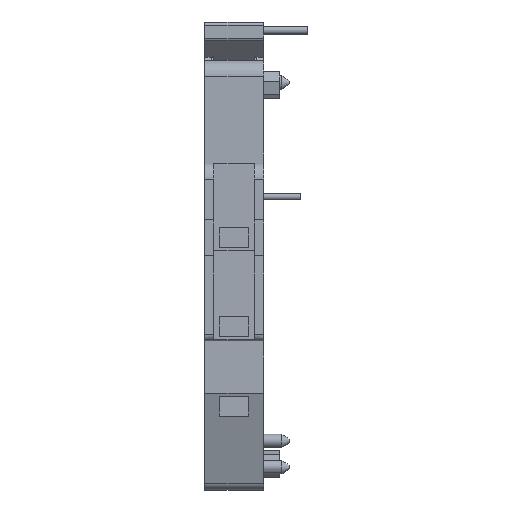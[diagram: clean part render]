
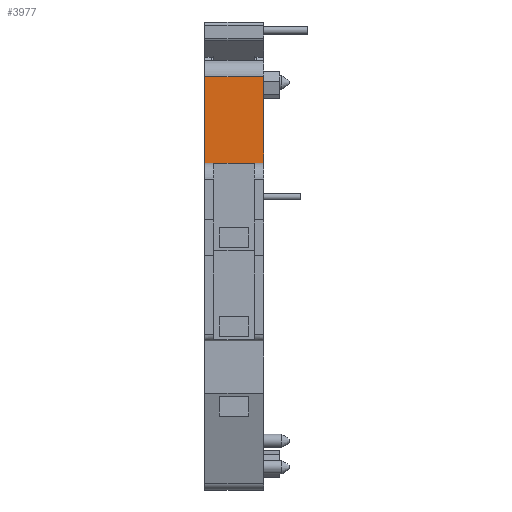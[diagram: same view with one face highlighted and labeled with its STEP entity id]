
A CAD part, front view. The second image highlights one B-rep face of the part: STEP entity #3977.
In plain terms, the highlighted planar face has unit normal (0, -1, 0).
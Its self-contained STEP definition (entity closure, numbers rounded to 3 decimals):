
#144 = ORIENTED_EDGE ( 'NONE', *, *, #3544, .T. ) ;
#154 = VECTOR ( 'NONE', #3721, 1000. ) ;
#353 = LINE ( 'NONE', #4431, #154 ) ;
#385 = FACE_OUTER_BOUND ( 'NONE', #393, .T. ) ;
#393 = EDGE_LOOP ( 'NONE', ( #144, #1476, #4742, #3815 ) ) ;
#507 = DIRECTION ( 'NONE',  ( 0., 0., -1. ) ) ;
#902 = EDGE_CURVE ( 'NONE', #6385, #2202, #353, .T. ) ;
#1476 = ORIENTED_EDGE ( 'NONE', *, *, #902, .T. ) ;
#1903 = CARTESIAN_POINT ( 'NONE',  ( -18.362, -3.826, 27.416 ) ) ;
#2122 = PLANE ( 'NONE',  #8208 ) ;
#2202 = VERTEX_POINT ( 'NONE', #3462 ) ;
#2213 = CARTESIAN_POINT ( 'NONE',  ( -27.362, -3.826, 27.416 ) ) ;
#2314 = CARTESIAN_POINT ( 'NONE',  ( -18.362, -3.826, 14.216 ) ) ;
#2534 = DIRECTION ( 'NONE',  ( -1., 0., 0. ) ) ;
#2875 = LINE ( 'NONE', #2314, #7887 ) ;
#3391 = EDGE_CURVE ( 'NONE', #8190, #2202, #2875, .T. ) ;
#3457 = DIRECTION ( 'NONE',  ( 0., 1., 0. ) ) ;
#3462 = CARTESIAN_POINT ( 'NONE',  ( -27.362, -3.826, 14.216 ) ) ;
#3544 = EDGE_CURVE ( 'NONE', #4476, #6385, #7361, .T. ) ;
#3598 = DIRECTION ( 'NONE',  ( -1., 0., 0. ) ) ;
#3721 = DIRECTION ( 'NONE',  ( 0., 0., -1. ) ) ;
#3815 = ORIENTED_EDGE ( 'NONE', *, *, #8396, .F. ) ;
#3883 = VECTOR ( 'NONE', #2534, 1000. ) ;
#3977 = ADVANCED_FACE ( 'NONE', ( #385 ), #2122, .F. ) ;
#4431 = CARTESIAN_POINT ( 'NONE',  ( -27.362, -3.826, 29.916 ) ) ;
#4462 = CARTESIAN_POINT ( 'NONE',  ( -18.362, -3.826, 29.916 ) ) ;
#4476 = VERTEX_POINT ( 'NONE', #6002 ) ;
#4742 = ORIENTED_EDGE ( 'NONE', *, *, #3391, .F. ) ;
#4862 = VECTOR ( 'NONE', #507, 1000. ) ;
#5063 = LINE ( 'NONE', #4462, #4862 ) ;
#6002 = CARTESIAN_POINT ( 'NONE',  ( -18.362, -3.826, 27.416 ) ) ;
#6385 = VERTEX_POINT ( 'NONE', #2213 ) ;
#6793 = CARTESIAN_POINT ( 'NONE',  ( -18.362, -3.826, 14.216 ) ) ;
#7355 = CARTESIAN_POINT ( 'NONE',  ( -18.362, -3.826, 29.916 ) ) ;
#7361 = LINE ( 'NONE', #1903, #3883 ) ;
#7887 = VECTOR ( 'NONE', #3598, 1000. ) ;
#8023 = DIRECTION ( 'NONE',  ( 0., 0., 1. ) ) ;
#8190 = VERTEX_POINT ( 'NONE', #6793 ) ;
#8208 = AXIS2_PLACEMENT_3D ( 'NONE', #7355, #3457, #8023 ) ;
#8396 = EDGE_CURVE ( 'NONE', #4476, #8190, #5063, .T. ) ;
